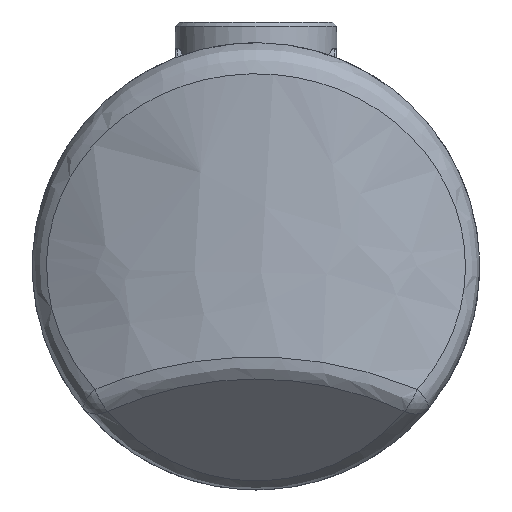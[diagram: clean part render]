
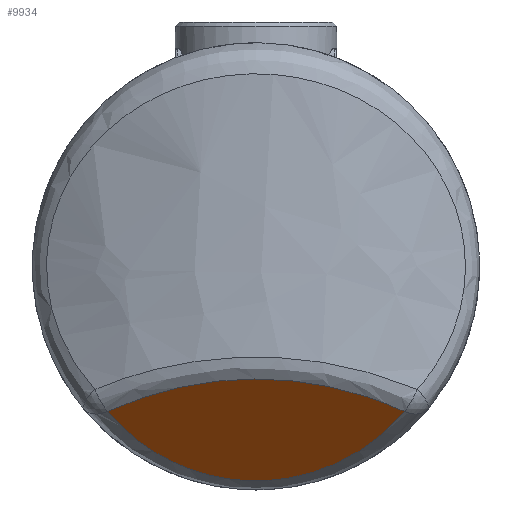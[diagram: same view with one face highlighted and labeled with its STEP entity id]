
A CAD part, left-side view. The second image highlights one B-rep face of the part: STEP entity #9934.
In plain terms, the highlighted free-form (B-spline) face has degree [1, 1] with [2, 2] control points.
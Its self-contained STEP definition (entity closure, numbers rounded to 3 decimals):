
#8798=CARTESIAN_POINT('',(-55.668,-35.755,-35.032));
#8799=VERTEX_POINT('',#8798);
#8807=CARTESIAN_POINT('',(-55.668,35.755,-35.032));
#8808=VERTEX_POINT('',#8807);
#8809=CARTESIAN_POINT('',(-85.397,0.0,-5.303));
#8810=DIRECTION('',(0.707,0.0,0.707));
#8811=DIRECTION('',(0.707,0.0,-0.707));
#8812=AXIS2_PLACEMENT_3D('',#8809,#8810,#8811);
#8813=ELLIPSE('',#8812,65.761,46.5);
#8814=EDGE_CURVE('',#8799,#8808,#8813,.T.);
#8905=CARTESIAN_POINT('',(21.997,0.0,-112.697));
#8906=DIRECTION('',(0.707,0.0,0.707));
#8907=DIRECTION('',(-0.707,0.,0.707));
#8908=AXIS2_PLACEMENT_3D('',#8905,#8906,#8907);
#8909=ELLIPSE('',#8908,120.915,85.5);
#8910=EDGE_CURVE('',#8808,#8799,#8909,.T.);
#9925=CARTESIAN_POINT('',(-38.897,35.755,-51.803));
#9926=CARTESIAN_POINT('',(-63.503,35.755,-27.197));
#9927=CARTESIAN_POINT('',(-38.897,-35.755,-51.803));
#9928=CARTESIAN_POINT('',(-63.503,-35.755,-27.197));
#9929=B_SPLINE_SURFACE_WITH_KNOTS('',1,1,((#9925,#9927),(#9926,#9928)),.UNSPECIFIED.,.F.,.F.,.U.,(2,2),(2,2),(0.0,34.799),(0.0,71.511),.UNSPECIFIED.);
#9930=ORIENTED_EDGE('',*,*,#8814,.F.);
#9931=ORIENTED_EDGE('',*,*,#8910,.F.);
#9932=EDGE_LOOP('',(#9930,#9931));
#9933=FACE_OUTER_BOUND('',#9932,.T.);
#9934=ADVANCED_FACE('',(#9933),#9929,.F.);
